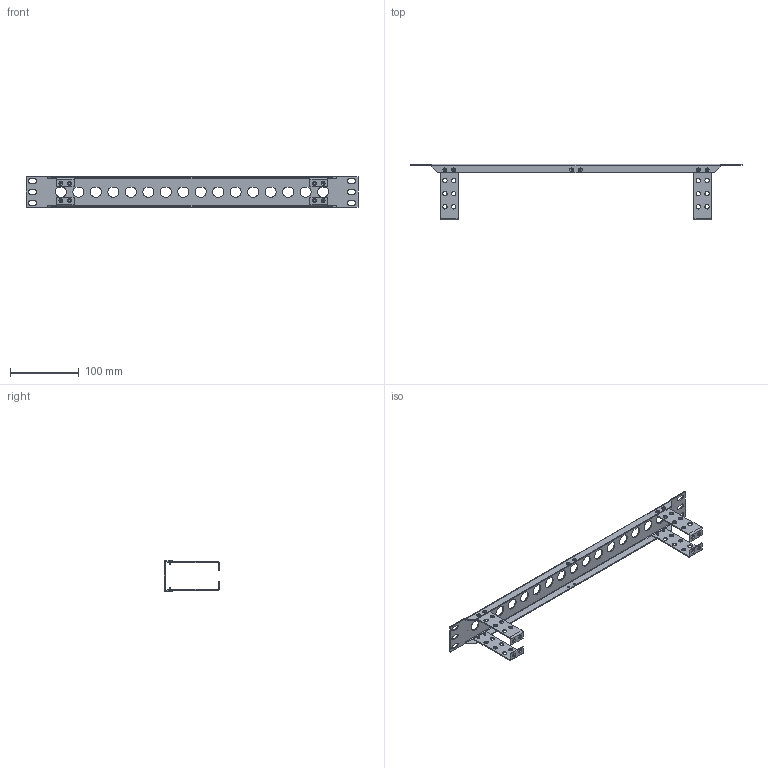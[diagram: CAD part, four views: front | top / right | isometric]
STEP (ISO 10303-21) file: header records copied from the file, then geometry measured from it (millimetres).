
FILE_DESCRIPTION (( 'STEP AP214' ), '1' );
FILE_NAME ('PR175D16-630-CMB.STEP', '2018-11-16T18:24:55', ( '' ), ( '' ), 'SwSTEP 2.0', 'SolidWorks 2017', '' );
FILE_SCHEMA (( 'AUTOMOTIVE_DESIGN' ));
Length unit declared in the file: inch
Products named in the file (4): PR-CMB-B175; 91771A111_91099A152; 1AP08-004; PR175D16-630-CMB
Assembly tree (13 placements, depth 2):
  PR175D16-630-CMB
    1AP08-004
    PR-CMB-B175  x4
    91771A111_91099A152  x8
Bounding box: 482.6 x 81.28 x 43.94 mm (x, y, z)
Volume: 52143.3 mm3; surface area: 74844.7 mm2
Topology: 13 solids, 13 shells, 1141 faces, 3112 edges, 2040 vertices
Faces by surface type: plane 525, cylinder 312, bspline 168, cone 136
Entity records: 34444 total; most frequent: CARTESIAN_POINT 11194, ORIENTED_EDGE 3480, DIRECTION 2581, EDGE_CURVE 1740, VECTOR 1157, LINE 1157, VERTEX_POINT 1144, EDGE_LOOP 780
